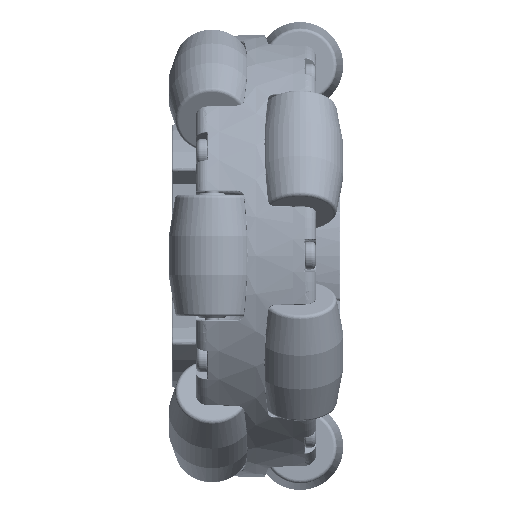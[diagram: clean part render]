
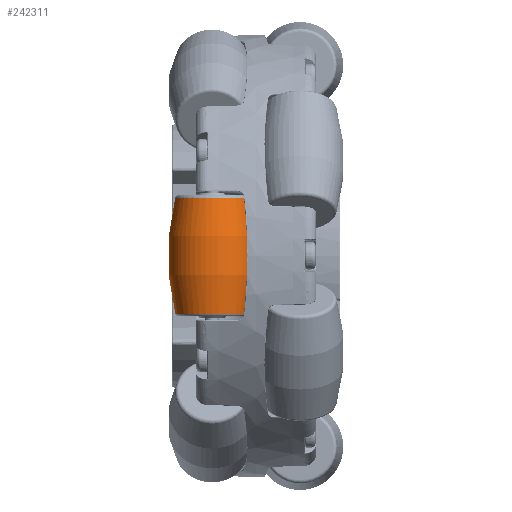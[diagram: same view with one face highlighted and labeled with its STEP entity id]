
A CAD part, top view. The second image highlights one B-rep face of the part: STEP entity #242311.
In plain terms, the highlighted toroidal (fillet/blend) face has major radius 41.275 mm and minor radius 50.8 mm.
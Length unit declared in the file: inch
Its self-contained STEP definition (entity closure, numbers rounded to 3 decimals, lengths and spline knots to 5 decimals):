
#2303 = CIRCLE ( 'NONE', #196646, 2. ) ;
#7262 = EDGE_LOOP ( 'NONE', ( #30363, #48174, #221774, #25020 ) ) ;
#25020 = ORIENTED_EDGE ( 'NONE', *, *, #74767, .F. ) ;
#25956 = CIRCLE ( 'NONE', #69199, 2. ) ;
#30363 = ORIENTED_EDGE ( 'NONE', *, *, #57945, .T. ) ;
#38751 = CARTESIAN_POINT ( 'NONE',  ( -0.375, 0., 1.625 ) ) ;
#40776 = CARTESIAN_POINT ( 'NONE',  ( -0.688, 0.49411, 1.625 ) ) ;
#45874 = CARTESIAN_POINT ( 'NONE',  ( -0.062, 0.49411, 1.625 ) ) ;
#48174 = ORIENTED_EDGE ( 'NONE', *, *, #154521, .T. ) ;
#53450 = AXIS2_PLACEMENT_3D ( 'NONE', #325170, #298160, #90292 ) ;
#54098 = CARTESIAN_POINT ( 'NONE',  ( -0.062, -0.49411, 1.625 ) ) ;
#57945 = EDGE_CURVE ( 'NONE', #217383, #195505, #252869, .T. ) ;
#58986 = TOROIDAL_SURFACE ( 'NONE', #280276, -1.625, 2. ) ;
#69199 = AXIS2_PLACEMENT_3D ( 'NONE', #131177, #132839, #185198 ) ;
#74767 = EDGE_CURVE ( 'NONE', #217383, #93394, #2303, .T. ) ;
#75657 = CIRCLE ( 'NONE', #53450, 0.313 ) ;
#80381 = DIRECTION ( 'NONE',  ( -1., 0., 0. ) ) ;
#90292 = DIRECTION ( 'NONE',  ( -1., 0., 0. ) ) ;
#93394 = VERTEX_POINT ( 'NONE', #54098 ) ;
#101090 = VERTEX_POINT ( 'NONE', #330209 ) ;
#112136 = EDGE_CURVE ( 'NONE', #101090, #93394, #75657, .T. ) ;
#116523 = DIRECTION ( 'NONE',  ( 1., 0., 0. ) ) ;
#131177 = CARTESIAN_POINT ( 'NONE',  ( 1.25, 0., 1.625 ) ) ;
#132839 = DIRECTION ( 'NONE',  ( 0., 0., 1. ) ) ;
#136427 = DIRECTION ( 'NONE',  ( 0., -1., 0. ) ) ;
#154521 = EDGE_CURVE ( 'NONE', #195505, #101090, #25956, .T. ) ;
#185198 = DIRECTION ( 'NONE',  ( 1., 0., 0. ) ) ;
#195505 = VERTEX_POINT ( 'NONE', #40776 ) ;
#196646 = AXIS2_PLACEMENT_3D ( 'NONE', #316938, #311952, #80381 ) ;
#206282 = CARTESIAN_POINT ( 'NONE',  ( -0.375, 0.49411, 1.625 ) ) ;
#213000 = DIRECTION ( 'NONE',  ( 0., -1., 0. ) ) ;
#217383 = VERTEX_POINT ( 'NONE', #45874 ) ;
#221774 = ORIENTED_EDGE ( 'NONE', *, *, #112136, .T. ) ;
#231629 = DIRECTION ( 'NONE',  ( 1., 0., 0. ) ) ;
#242311 = ADVANCED_FACE ( 'NONE', ( #292383 ), #58986, .T. ) ;
#252869 = CIRCLE ( 'NONE', #317780, 0.313 ) ;
#280276 = AXIS2_PLACEMENT_3D ( 'NONE', #38751, #213000, #116523 ) ;
#292383 = FACE_OUTER_BOUND ( 'NONE', #7262, .T. ) ;
#298160 = DIRECTION ( 'NONE',  ( 0., 1., 0. ) ) ;
#311952 = DIRECTION ( 'NONE',  ( 0., 0., -1. ) ) ;
#316938 = CARTESIAN_POINT ( 'NONE',  ( -2., 0., 1.625 ) ) ;
#317780 = AXIS2_PLACEMENT_3D ( 'NONE', #206282, #136427, #231629 ) ;
#325170 = CARTESIAN_POINT ( 'NONE',  ( -0.375, -0.49411, 1.625 ) ) ;
#330209 = CARTESIAN_POINT ( 'NONE',  ( -0.688, -0.49411, 1.625 ) ) ;
